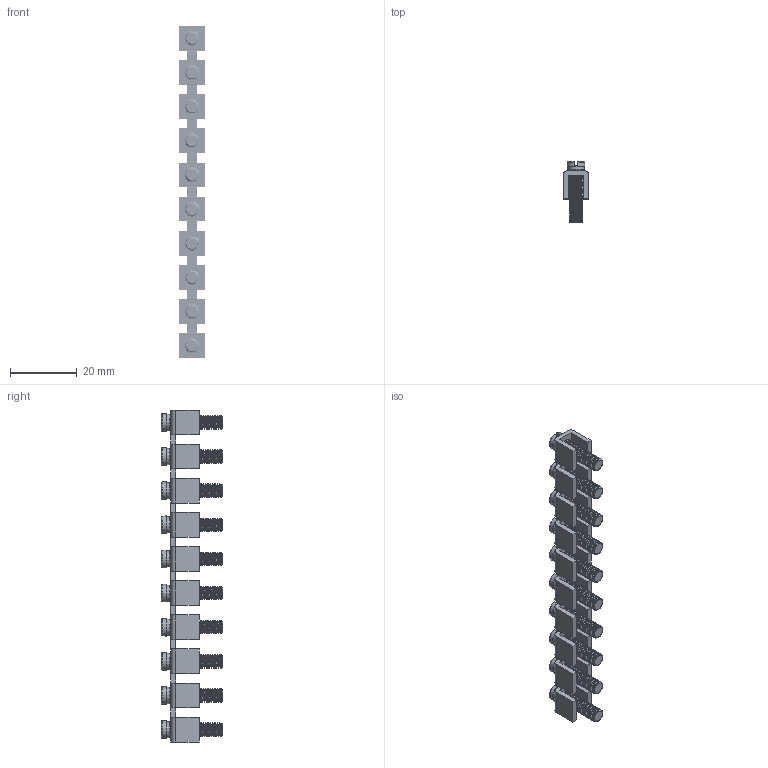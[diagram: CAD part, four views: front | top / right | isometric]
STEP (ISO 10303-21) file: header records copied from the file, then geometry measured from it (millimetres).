
FILE_DESCRIPTION(/* description */ (''),/* implementation_level */ '2;1');
FILE_NAME(/* name */ 'CQ10-10.stp',/* time_stamp */ '2021-07-23T10:56:31+08:00',/* author */ (''),/* organization */ (''),/* preprocessor_version */ 'ST-DEVELOPER v16.7',/* originating_system */ 'SIEMENS PLM Software NX 12.0',/* authorisation */ '');
FILE_SCHEMA (('AUTOMOTIVE_DESIGN { 1 0 10303 214 3 1 1 1 }'));
Products named in the file (1): 811150 联络组件CQ10-10
Bounding box: 7.7 x 18.3 x 99.2 mm (x, y, z)
Volume: 4387.3 mm3; surface area: 7810.5 mm2
Topology: 11 solids, 11 shells, 618 faces, 1688 edges, 1122 vertices
Faces by surface type: cylinder 290, plane 248, bspline 40, torus 30, cone 10
Full cylindrical faces by diameter (mm): 4 x210, 4.8 x10, 5.3 x10
Entity records: 76857 total; most frequent: CARTESIAN_POINT 67309, ORIENTED_EDGE 1996, DIRECTION 1766, EDGE_CURVE 998, VERTEX_POINT 682, AXIS2_PLACEMENT_3D 589, LINE 588, VECTOR 588
